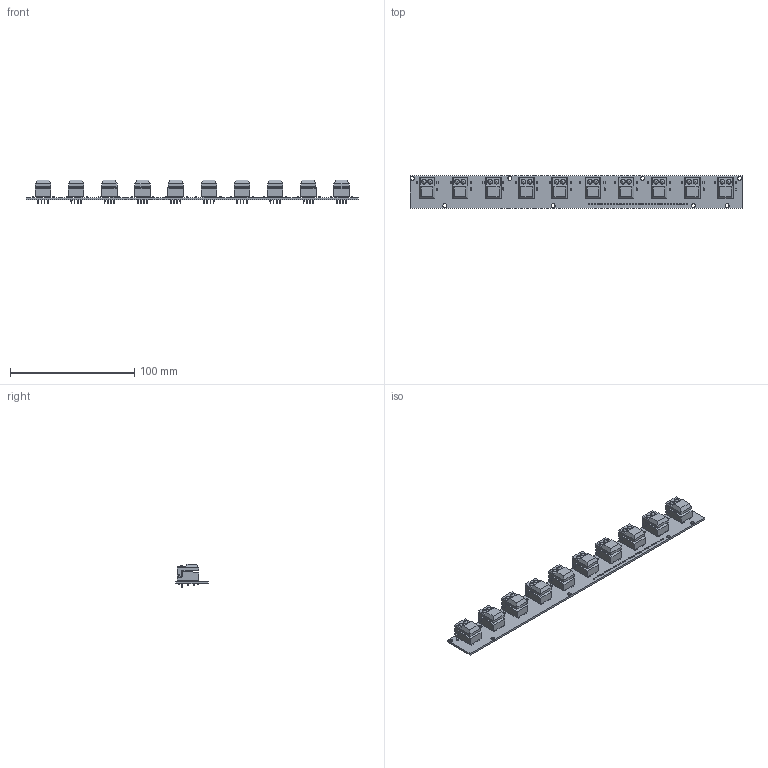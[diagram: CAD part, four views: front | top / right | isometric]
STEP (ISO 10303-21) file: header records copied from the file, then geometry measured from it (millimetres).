
FILE_DESCRIPTION(('Open CASCADE Model'),'2;1');
FILE_NAME('Open CASCADE Shape Model','2021-03-19T02:06:35',('Author'),( 'Open CASCADE'),'Open CASCADE STEP processor 6.8','Open CASCADE 6.8' ,'Unknown');
FILE_SCHEMA(('AUTOMOTIVE_DESIGN { 1 0 10303 214 1 1 1 1 }'));
Length unit declared in the file: millimetre
Products named in the file (46): PCB; Boardbutton; Open CASCADE STEP translator 6.8 13.1.1; RL20button; RES_0603_(1608_metric); RL19button; RL18button; RL17button; RL16button; RL15button; RL14button; RL13button; RL12button; RL11button; RL10button; RL9button; RL8button; RL7button; RL6button; RL5button; RL4button; RL3button; RL2button; RL1button; CL10button; User_Library-CerCaps_0603; PAT10button; 5501MBLKxxxxxx; PAT9button; PAT8button; PAT7button; PAT6button; PAT5button; PAT4button; PAT3button; PAT2button; PAT1button; CL9button; CL8button; CL7button ...
Assembly tree (82 placements, depth 3):
  PCB
    Boardbutton
      Open CASCADE STEP translator 6.8 13.1.1
    RL20button
      RES_0603_(1608_metric)
    RL19button
      RES_0603_(1608_metric)
    RL18button
      RES_0603_(1608_metric)
    RL17button
      RES_0603_(1608_metric)
    RL16button
      RES_0603_(1608_metric)
    RL15button
      RES_0603_(1608_metric)
    RL14button
      RES_0603_(1608_metric)
    RL13button
      RES_0603_(1608_metric)
    RL12button
      RES_0603_(1608_metric)
    RL11button
      RES_0603_(1608_metric)
    RL10button
      RES_0603_(1608_metric)
    RL9button
      RES_0603_(1608_metric)
    RL8button
      RES_0603_(1608_metric)
    RL7button
      RES_0603_(1608_metric)
    RL6button
      RES_0603_(1608_metric)
    RL5button
      RES_0603_(1608_metric)
    RL4button
      RES_0603_(1608_metric)
    RL3button
      RES_0603_(1608_metric)
    RL2button
      RES_0603_(1608_metric)
    RL1button
      RES_0603_(1608_metric)
    CL10button
      User_Library-CerCaps_0603
    PAT10button
      5501MBLKxxxxxx
    PAT9button
      5501MBLKxxxxxx
    PAT8button
      5501MBLKxxxxxx
    PAT7button
      5501MBLKxxxxxx
    PAT6button
      5501MBLKxxxxxx
    PAT5button
      5501MBLKxxxxxx
    PAT4button
      5501MBLKxxxxxx
    PAT3button
Bounding box: 267 x 26.02 x 19.1 mm (x, y, z)
Volume: 30390 mm3; surface area: 38914.2 mm2
Topology: 61 solids, 61 shells, 4326 faces, 12382 edges, 7848 vertices
Faces by surface type: plane 3196, cylinder 830, sphere 180, bspline 100, cone 20
Full cylindrical faces by diameter (mm): 0.9 x100, 1.1 x52, 1.2 x30, 3.175 x8, 3.2 x20, 3.9 x20
Entity records: 19725 total; most frequent: CARTESIAN_POINT 3515, DIRECTION 3160, ORIENTED_EDGE 3054, EDGE_CURVE 1527, AXIS2_PLACEMENT_3D 1057, LINE 1046, VECTOR 1046, VERTEX_POINT 992
